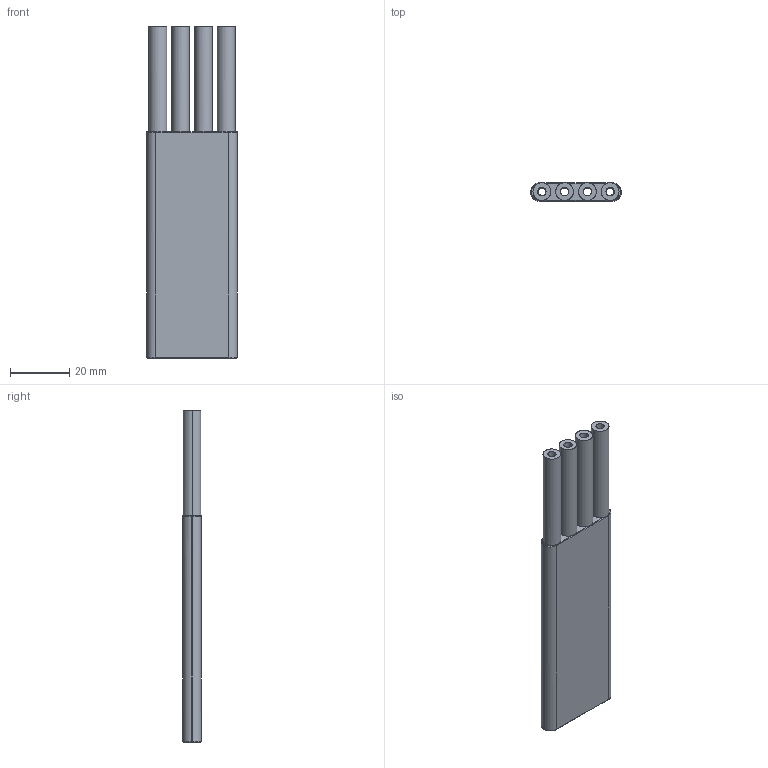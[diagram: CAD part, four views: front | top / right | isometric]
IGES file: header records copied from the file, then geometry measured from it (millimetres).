
Start section: SolidWorks IGES file using analytic representation for surfaces
Global section: file name: NUBB4-0F.IGS; native system: SolidWorks 2013; preprocessor: SolidWorks 2013; author: owner; date: 140909.103430; units: inch
Bounding box: 30.48 x 6.1 x 111.76 mm (x, y, z)
Surface area: 13441.4 mm2 (no closed solid volume)
Topology: 0 solids, 0 shells, 91 faces, 1052 edges, 1052 vertices
Faces by surface type: bspline 51, revolution 40
